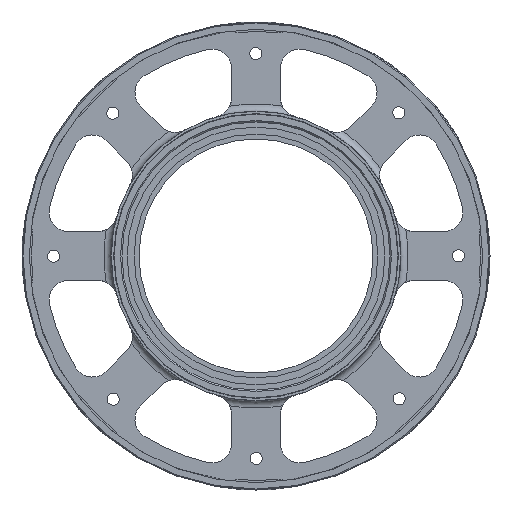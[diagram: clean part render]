
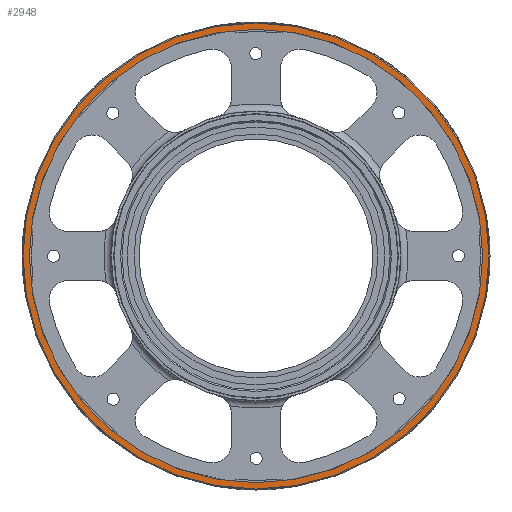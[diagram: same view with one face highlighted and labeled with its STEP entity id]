
A CAD part, left-side view. The second image highlights one B-rep face of the part: STEP entity #2948.
In plain terms, the highlighted planar face has unit normal (-1, 0, 0).
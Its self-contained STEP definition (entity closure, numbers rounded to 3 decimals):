
#55=FACE_BOUND('',#428,.T.);
#75=PLANE('',#3278);
#248=FACE_OUTER_BOUND('',#427,.T.);
#427=EDGE_LOOP('',(#2394));
#428=EDGE_LOOP('',(#2395));
#609=CIRCLE('',#3160,46.5);
#705=CIRCLE('',#3275,47.8);
#1269=VERTEX_POINT('',#4788);
#1398=VERTEX_POINT('',#5483);
#1615=EDGE_CURVE('',#1269,#1269,#609,.T.);
#1780=EDGE_CURVE('',#1398,#1398,#705,.T.);
#2394=ORIENTED_EDGE('',*,*,#1780,.F.);
#2395=ORIENTED_EDGE('',*,*,#1615,.T.);
#2948=ADVANCED_FACE('',(#248,#55),#75,.T.);
#3160=AXIS2_PLACEMENT_3D('',#4790,#3692,#3693);
#3275=AXIS2_PLACEMENT_3D('',#5485,#3961,#3962);
#3278=AXIS2_PLACEMENT_3D('',#5767,#3969,#3970);
#3692=DIRECTION('center_axis',(1.,0.,0.));
#3693=DIRECTION('ref_axis',(0.,1.,0.));
#3961=DIRECTION('center_axis',(1.,0.,0.));
#3962=DIRECTION('ref_axis',(0.,1.,0.));
#3969=DIRECTION('center_axis',(-1.,0.,0.));
#3970=DIRECTION('ref_axis',(0.,0.,1.));
#4788=CARTESIAN_POINT('',(-24.077,-46.5,0.));
#4790=CARTESIAN_POINT('Origin',(-24.077,0.,0.));
#5483=CARTESIAN_POINT('',(-24.077,-47.8,0.));
#5485=CARTESIAN_POINT('Origin',(-24.077,0.,0.));
#5767=CARTESIAN_POINT('Origin',(-24.077,47.917,0.));
